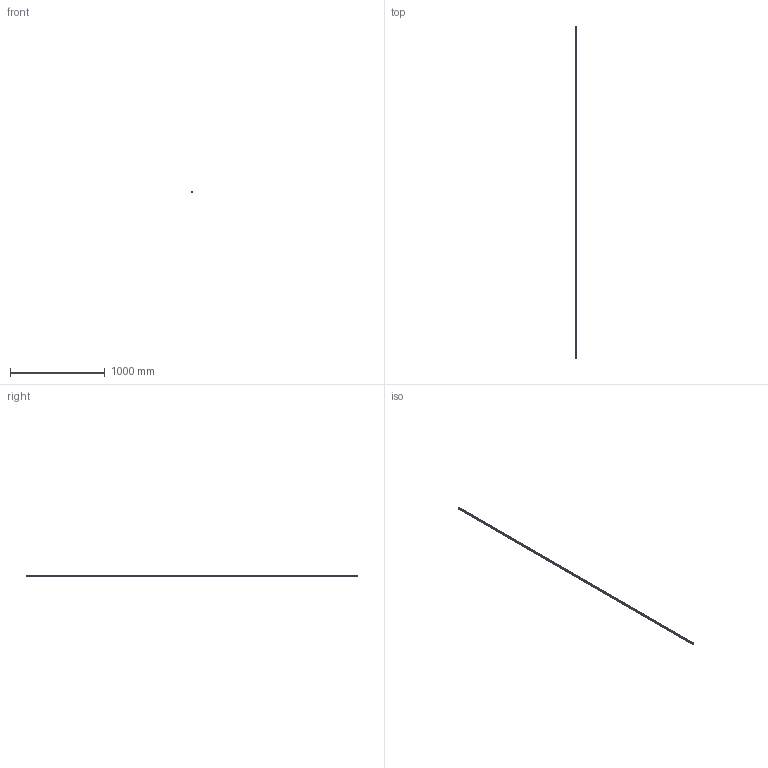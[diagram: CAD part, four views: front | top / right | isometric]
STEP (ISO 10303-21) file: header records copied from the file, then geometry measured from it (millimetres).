
FILE_DESCRIPTION(('STEP AP214'),'1');
FILE_NAME('cctmp_39767448-1B0F-4A82-ADAA-9CC2E12DE745_2020_4_23_13_27_39_510..stp','2020-04-23T11:27:40',('HIWIN GmbH'),('CADClick - www.CADClick.com'),'Spatial InterOp 3D',' ','unknown authorization');
FILE_SCHEMA(('AUTOMOTIVE_DESIGN'));
Length unit declared in the file: millimetre
Products named in the file (1): HGR15R3500H_FILE
Bounding box: 15 x 3500 x 15 mm (x, y, z)
Volume: 642818.6 mm3; surface area: 233143.6 mm2
Topology: 1 solids, 1 shells, 646 faces, 1389 edges, 926 vertices
Faces by surface type: cylinder 380, plane 266
Entity records: 23065 total; most frequent: DIRECTION 3443, CARTESIAN_POINT 2962, ORIENTED_EDGE 2778, AXIS2_PLACEMENT_3D 1407, EDGE_CURVE 1389, VERTEX_POINT 926, EDGE_LOOP 827, CIRCLE 760
